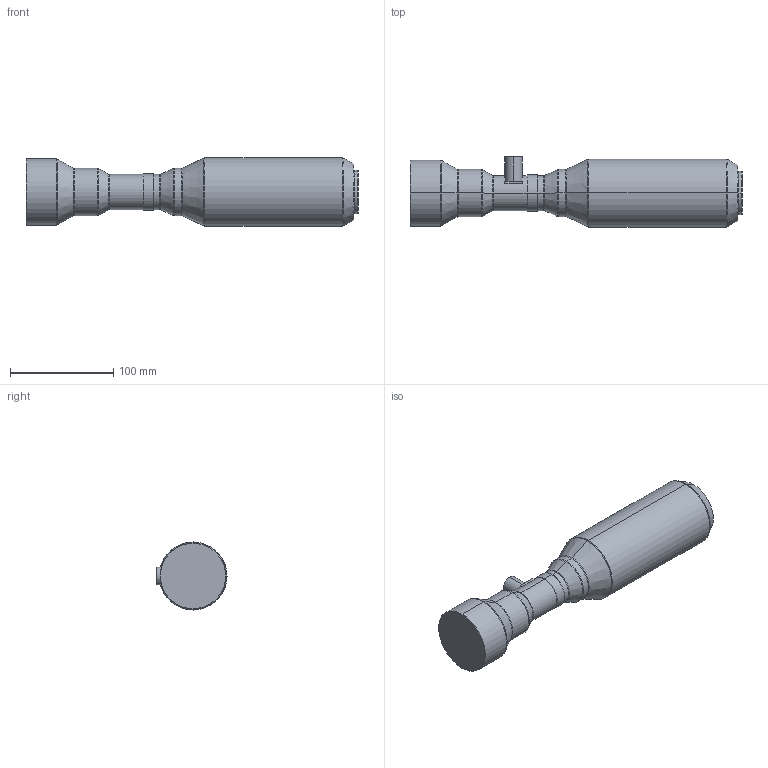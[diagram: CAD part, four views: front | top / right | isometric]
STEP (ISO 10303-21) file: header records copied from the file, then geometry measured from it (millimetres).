
FILE_DESCRIPTION (( 'STEP AP203' ), '1' );
FILE_NAME ('DTCA175-28.STEP', '2021-12-03T02:09:04', ( '' ), ( '' ), 'SwSTEP 2.0', 'SolidWorks 2017', '' );
FILE_SCHEMA (( 'CONFIG_CONTROL_DESIGN' ));
Length unit declared in the file: millimetre
Products named in the file (1): DTCA175-28
Bounding box: 321.9 x 68 x 66 mm (x, y, z)
Volume: 814973.1 mm3; surface area: 65584.2 mm2
Topology: 2 solids, 2 shells, 75 faces, 148 edges, 84 vertices
Faces by surface type: cylinder 24, plane 19, torus 18, cone 14
Entity records: 2001 total; most frequent: DIRECTION 396, CARTESIAN_POINT 308, ORIENTED_EDGE 296, AXIS2_PLACEMENT_3D 172, EDGE_CURVE 148, CIRCLE 96, VERTEX_POINT 84, EDGE_LOOP 82
